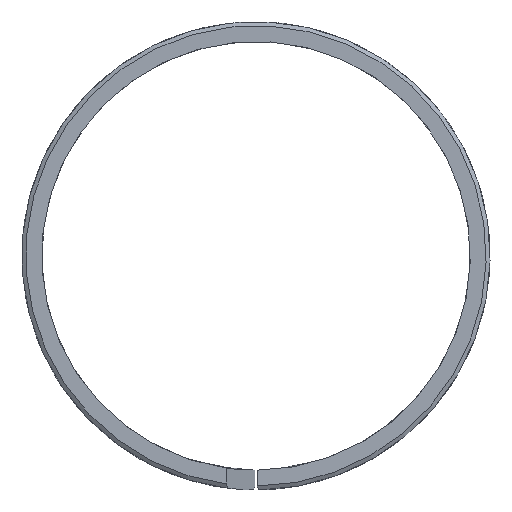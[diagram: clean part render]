
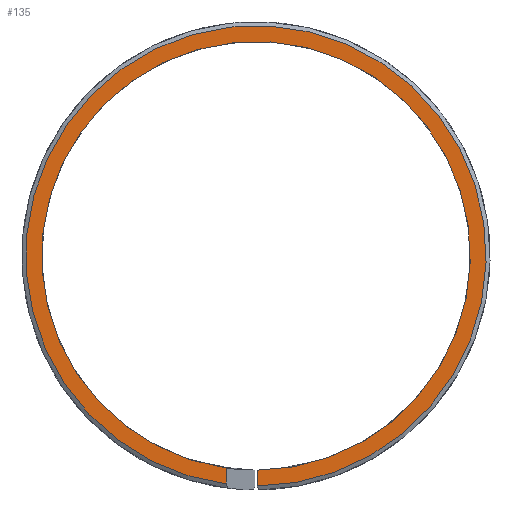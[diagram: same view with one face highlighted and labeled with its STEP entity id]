
A CAD part, left-side view. The second image highlights one B-rep face of the part: STEP entity #135.
In plain terms, the highlighted planar face has unit normal (-1, 0, 0).
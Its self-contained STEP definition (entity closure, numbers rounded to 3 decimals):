
#35=FACE_OUTER_BOUND('',#43,.T.);
#43=EDGE_LOOP('',(#95,#96,#97,#98));
#51=LINE('',#237,#55);
#52=LINE('',#240,#56);
#55=VECTOR('',#189,1286.089);
#56=VECTOR('',#192,1286.089);
#59=CIRCLE('',#160,22.434);
#60=CIRCLE('',#161,24.092);
#65=VERTEX_POINT('',#233);
#66=VERTEX_POINT('',#234);
#67=VERTEX_POINT('',#236);
#68=VERTEX_POINT('',#238);
#77=EDGE_CURVE('',#65,#66,#59,.T.);
#78=EDGE_CURVE('',#65,#67,#51,.T.);
#79=EDGE_CURVE('',#67,#68,#60,.T.);
#80=EDGE_CURVE('',#66,#68,#52,.T.);
#95=ORIENTED_EDGE('',*,*,#77,.F.);
#96=ORIENTED_EDGE('',*,*,#78,.T.);
#97=ORIENTED_EDGE('',*,*,#79,.T.);
#98=ORIENTED_EDGE('',*,*,#80,.F.);
#131=PLANE('',#159);
#135=ADVANCED_FACE('',(#35),#131,.F.);
#159=AXIS2_PLACEMENT_3D('',#232,#185,#186);
#160=AXIS2_PLACEMENT_3D('',#235,#187,#188);
#161=AXIS2_PLACEMENT_3D('',#239,#190,#191);
#185=DIRECTION('center_axis',(1.,0.,0.));
#186=DIRECTION('ref_axis',(0.,0.,-1.));
#187=DIRECTION('center_axis',(-1.,0.,0.));
#188=DIRECTION('ref_axis',(0.,0.,1.));
#189=DIRECTION('',(0.,0.,-1.));
#190=DIRECTION('center_axis',(-1.,0.,0.));
#191=DIRECTION('ref_axis',(0.,0.,-1.));
#192=DIRECTION('',(0.,0.,-1.));
#232=CARTESIAN_POINT('Origin',(-3.175,24.471,5.359));
#233=CARTESIAN_POINT('',(-3.175,-0.159,-17.075));
#234=CARTESIAN_POINT('',(-3.175,3.074,-16.859));
#235=CARTESIAN_POINT('Origin',(-3.175,-0.029,5.359));
#236=CARTESIAN_POINT('',(-3.175,-0.159,-18.732));
#237=CARTESIAN_POINT('',(-3.175,-0.159,5.359));
#238=CARTESIAN_POINT('',(-3.175,3.074,-18.532));
#239=CARTESIAN_POINT('Origin',(-3.175,-0.029,5.359));
#240=CARTESIAN_POINT('',(-3.175,3.074,5.359));
